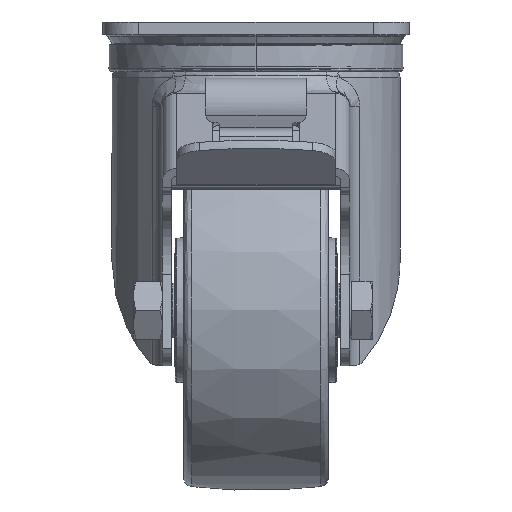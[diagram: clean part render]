
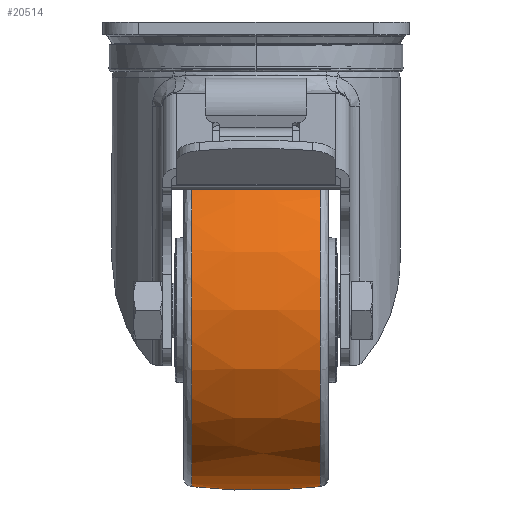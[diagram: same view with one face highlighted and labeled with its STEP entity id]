
A CAD part, left-side view. The second image highlights one B-rep face of the part: STEP entity #20514.
In plain terms, the highlighted free-form (B-spline) face has degree [3, 3] with [4, 4] control points.
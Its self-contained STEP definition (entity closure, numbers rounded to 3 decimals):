
#433 = CARTESIAN_POINT ( 'NONE',  ( -146.868, -22.853, -123.934 ) ) ;
#1143 = CARTESIAN_POINT ( 'NONE',  ( -49., 12.797, -26.059 ) ) ;
#1850 = EDGE_CURVE ( 'NONE', #13075, #12964, #27887, .T. ) ;
#3189 = DIRECTION ( 'NONE',  ( 0., 0., -1. ) ) ;
#3979 = CARTESIAN_POINT ( 'NONE',  ( -149.71, -10.998, -125.355 ) ) ;
#4147 = AXIS2_PLACEMENT_3D ( 'NONE', #27737, #6577, #3189 ) ;
#4618 = ORIENTED_EDGE ( 'NONE', *, *, #34828, .F. ) ;
#4956 = DIRECTION ( 'NONE',  ( -1., 0., 0. ) ) ;
#6577 = DIRECTION ( 'NONE',  ( 0., -1., 0. ) ) ;
#7539 = CARTESIAN_POINT ( 'NONE',  ( -146.881, 12.797, -26.059 ) ) ;
#7838 = CARTESIAN_POINT ( 'NONE',  ( -149.714, 0.941, -125.357 ) ) ;
#8286 = EDGE_LOOP ( 'NONE', ( #4618, #35488, #35066, #28705 ) ) ;
#8493 = DIRECTION ( 'NONE',  ( 0., 0., -1. ) ) ;
#8748 = EDGE_CURVE ( 'NONE', #12964, #20984, #36479, .T. ) ;
#11081 = CARTESIAN_POINT ( 'NONE',  ( -149.714, 0.941, -24.643 ) ) ;
#11239 = CARTESIAN_POINT ( 'NONE',  ( -49., 0.941, -125.357 ) ) ;
#12079 = CARTESIAN_POINT ( 'NONE',  ( -49., -5., 25. ) ) ;
#12964 = VERTEX_POINT ( 'NONE', #21688 ) ;
#13075 = VERTEX_POINT ( 'NONE', #37110 ) ;
#15157 = DIRECTION ( 'NONE',  ( 0., 0., 1. ) ) ;
#17102 = CARTESIAN_POINT ( 'NONE',  ( -49., -22.853, -75. ) ) ;
#18159 = CARTESIAN_POINT ( 'NONE',  ( -146.881, 12.797, -123.941 ) ) ;
#18471 = CARTESIAN_POINT ( 'NONE',  ( -149.71, -10.998, -24.645 ) ) ;
#18634 = CARTESIAN_POINT ( 'NONE',  ( -49., 12.797, -26.059 ) ) ;
#18856 = CARTESIAN_POINT ( 'NONE',  ( -49., -5., -175. ) ) ;
#20333 = AXIS2_PLACEMENT_3D ( 'NONE', #12079, #4956, #8493 ) ;
#20514 = ADVANCED_FACE ( 'NONE', ( #41825 ), #43769, .T. ) ;
#20984 = VERTEX_POINT ( 'NONE', #30656 ) ;
#21586 = CARTESIAN_POINT ( 'NONE',  ( -49., -22.853, -123.934 ) ) ;
#21688 = CARTESIAN_POINT ( 'NONE',  ( -49., -22.853, -123.934 ) ) ;
#24386 = CARTESIAN_POINT ( 'NONE',  ( -49., 12.797, -123.941 ) ) ;
#24982 = AXIS2_PLACEMENT_3D ( 'NONE', #18856, #43829, #15157 ) ;
#25132 = CARTESIAN_POINT ( 'NONE',  ( -49., 0.941, -24.643 ) ) ;
#27737 = CARTESIAN_POINT ( 'NONE',  ( -49., 12.797, -75. ) ) ;
#27887 = CIRCLE ( 'NONE', #20333, 150. ) ;
#28705 = ORIENTED_EDGE ( 'NONE', *, *, #8748, .T. ) ;
#30656 = CARTESIAN_POINT ( 'NONE',  ( -49., -22.853, -26.066 ) ) ;
#31766 = CIRCLE ( 'NONE', #24982, 150. ) ;
#32536 = CARTESIAN_POINT ( 'NONE',  ( -49., -10.998, -24.645 ) ) ;
#34828 = EDGE_CURVE ( 'NONE', #34986, #20984, #31766, .T. ) ;
#34986 = VERTEX_POINT ( 'NONE', #1143 ) ;
#35040 = DIRECTION ( 'NONE',  ( 0., 1., 0. ) ) ;
#35066 = ORIENTED_EDGE ( 'NONE', *, *, #1850, .T. ) ;
#35488 = ORIENTED_EDGE ( 'NONE', *, *, #38944, .T. ) ;
#35825 = CARTESIAN_POINT ( 'NONE',  ( -146.868, -22.853, -26.066 ) ) ;
#36479 = CIRCLE ( 'NONE', #41600, 48.934 ) ;
#37110 = CARTESIAN_POINT ( 'NONE',  ( -49., 12.797, -123.941 ) ) ;
#37640 = CIRCLE ( 'NONE', #4147, 48.941 ) ;
#38653 = DIRECTION ( 'NONE',  ( 0., 0., -1. ) ) ;
#38944 = EDGE_CURVE ( 'NONE', #34986, #13075, #37640, .T. ) ;
#39267 = CARTESIAN_POINT ( 'NONE',  ( -49., -10.998, -125.355 ) ) ;
#41600 = AXIS2_PLACEMENT_3D ( 'NONE', #17102, #35040, #38653 ) ;
#41825 = FACE_OUTER_BOUND ( 'NONE', #8286, .T. ) ;
#43283 = CARTESIAN_POINT ( 'NONE',  ( -49., -22.853, -26.066 ) ) ;
#43769 =( BOUNDED_SURFACE ( )  B_SPLINE_SURFACE ( 3, 3, ( 
 ( #24386, #18159, #7539, #18634 ),
 ( #11239, #7838, #11081, #25132 ),
 ( #39267, #3979, #18471, #32536 ),
 ( #21586, #433, #35825, #43283 ) ),
 .UNSPECIFIED., .F., .F., .F. ) 
 B_SPLINE_SURFACE_WITH_KNOTS ( ( 4, 4 ),
 ( 4, 4 ),
 ( 0., 1. ),
 ( 0., 1. ),
 .UNSPECIFIED. ) 
 GEOMETRIC_REPRESENTATION_ITEM ( )  RATIONAL_B_SPLINE_SURFACE ( (
 ( 1., 0.333, 0.333, 1.),
 ( 0.995, 0.332, 0.332, 0.995),
 ( 0.995, 0.332, 0.332, 0.995),
 ( 1., 0.333, 0.333, 1.) ) ) 
 REPRESENTATION_ITEM ( '' )  SURFACE ( )  );
#43829 = DIRECTION ( 'NONE',  ( 1., 0., 0. ) ) ;
